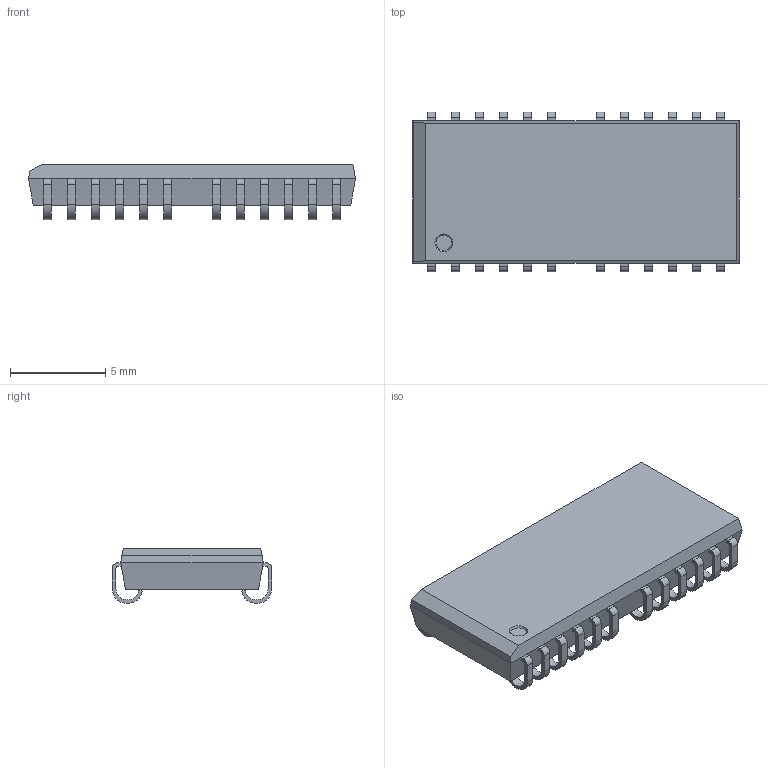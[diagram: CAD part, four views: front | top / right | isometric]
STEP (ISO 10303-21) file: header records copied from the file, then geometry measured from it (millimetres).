
FILE_DESCRIPTION(('STEP AP214'), '1');
FILE_NAME('TopLine_SOLJ', '2021-05-02T13:43:16', ('AF'), (''), 'UNSPECIFIED', 'UNSPECIFIED', '');
FILE_SCHEMA(('AUTOMOTIVE_DESIGN { 1 0 10303 214 3 1 1}'));
Length unit declared in the file: millimetre
Assembly tree (12 placements, depth 2):
  (unnamed)
    (unnamed)  x12
Bounding box: 17.2 x 8.4 x 2.9 mm (x, y, z)
Volume: 272.4 mm3; surface area: 463.9 mm2
Topology: 25 solids, 25 shells, 301 faces, 842 edges, 616 vertices
Faces by surface type: plane 204, cylinder 96, cone 1
Entity records: 2491 total; most frequent: DIRECTION 347, CARTESIAN_POINT 287, ORIENTED_EDGE 170, AXIS2_PLACEMENT_3D 116, LINE 115, VECTOR 115, COMPOSITE_CURVE_SEGMENT 96, TRIMMED_CURVE 96
